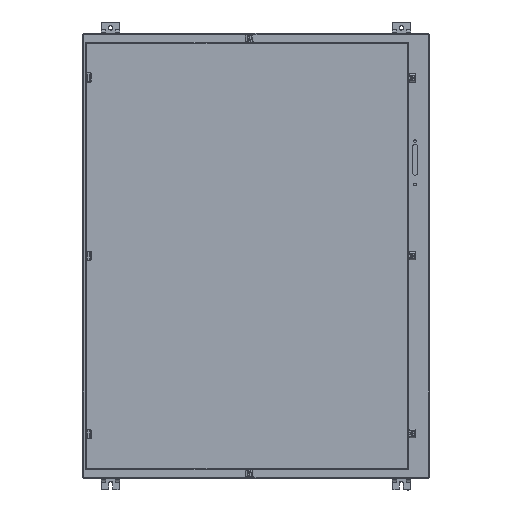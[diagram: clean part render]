
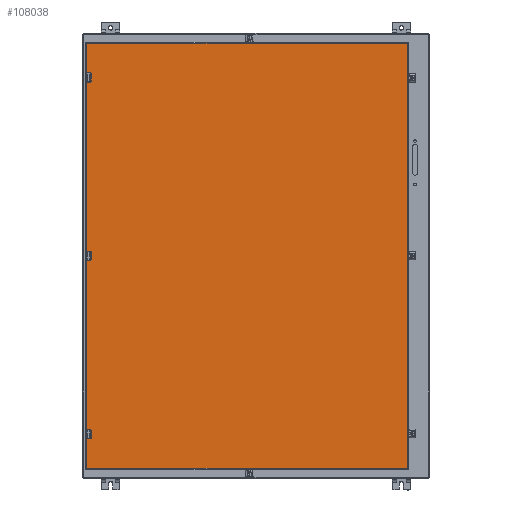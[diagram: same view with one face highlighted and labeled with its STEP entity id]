
A CAD part, top view. The second image highlights one B-rep face of the part: STEP entity #108038.
In plain terms, the highlighted planar face has unit normal (0, 0, 1).
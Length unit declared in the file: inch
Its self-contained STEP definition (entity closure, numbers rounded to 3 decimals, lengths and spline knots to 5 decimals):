
#312 = VERTEX_POINT ( 'NONE', #84871 ) ;
#2269 = ORIENTED_EDGE ( 'NONE', *, *, #55997, .T. ) ;
#4776 = ORIENTED_EDGE ( 'NONE', *, *, #91328, .T. ) ;
#4967 = PLANE ( 'NONE',  #104620 ) ;
#6692 = ORIENTED_EDGE ( 'NONE', *, *, #56766, .T. ) ;
#10333 = CARTESIAN_POINT ( 'NONE',  ( 0., -0.017, 0. ) ) ;
#10825 = CARTESIAN_POINT ( 'NONE',  ( 0., 45.84575, 0. ) ) ;
#13462 = LINE ( 'NONE', #56956, #51782 ) ;
#31628 = EDGE_LOOP ( 'NONE', ( #4776, #90731, #2269, #6692 ) ) ;
#34666 = LINE ( 'NONE', #10333, #56871 ) ;
#34799 = VERTEX_POINT ( 'NONE', #51797 ) ;
#39987 = DIRECTION ( 'NONE',  ( 1., 0., 0. ) ) ;
#43696 = VERTEX_POINT ( 'NONE', #142179 ) ;
#51782 = VECTOR ( 'NONE', #59956, 39.37008 ) ;
#51797 = CARTESIAN_POINT ( 'NONE',  ( 0.017, -0.017, 0. ) ) ;
#52095 = CARTESIAN_POINT ( 'NONE',  ( 0.017, 45.84575, 0. ) ) ;
#55746 = LINE ( 'NONE', #10825, #136035 ) ;
#55997 = EDGE_CURVE ( 'NONE', #34799, #98256, #100333, .T. ) ;
#56766 = EDGE_CURVE ( 'NONE', #98256, #312, #55746, .T. ) ;
#56871 = VECTOR ( 'NONE', #78870, 39.37008 ) ;
#56956 = CARTESIAN_POINT ( 'NONE',  ( -34.583, 0., 0. ) ) ;
#59956 = DIRECTION ( 'NONE',  ( 0., -1., 0. ) ) ;
#61360 = CARTESIAN_POINT ( 'NONE',  ( 0., 0., 0. ) ) ;
#78870 = DIRECTION ( 'NONE',  ( 1., 0., 0. ) ) ;
#84871 = CARTESIAN_POINT ( 'NONE',  ( -34.583, 45.84575, 0. ) ) ;
#90731 = ORIENTED_EDGE ( 'NONE', *, *, #134170, .T. ) ;
#91328 = EDGE_CURVE ( 'NONE', #312, #43696, #13462, .T. ) ;
#96374 = DIRECTION ( 'NONE',  ( 0., 0., 1. ) ) ;
#98256 = VERTEX_POINT ( 'NONE', #52095 ) ;
#100333 = LINE ( 'NONE', #145228, #111750 ) ;
#102220 = DIRECTION ( 'NONE',  ( -1., 0., 0. ) ) ;
#104620 = AXIS2_PLACEMENT_3D ( 'NONE', #61360, #96374, #39987 ) ;
#108038 = ADVANCED_FACE ( 'NONE', ( #108532 ), #4967, .T. ) ;
#108532 = FACE_OUTER_BOUND ( 'NONE', #31628, .T. ) ;
#111740 = DIRECTION ( 'NONE',  ( 0., 1., 0. ) ) ;
#111750 = VECTOR ( 'NONE', #111740, 39.37008 ) ;
#134170 = EDGE_CURVE ( 'NONE', #43696, #34799, #34666, .T. ) ;
#136035 = VECTOR ( 'NONE', #102220, 39.37008 ) ;
#142179 = CARTESIAN_POINT ( 'NONE',  ( -34.583, -0.017, 0. ) ) ;
#145228 = CARTESIAN_POINT ( 'NONE',  ( 0.017, 0., 0. ) ) ;
